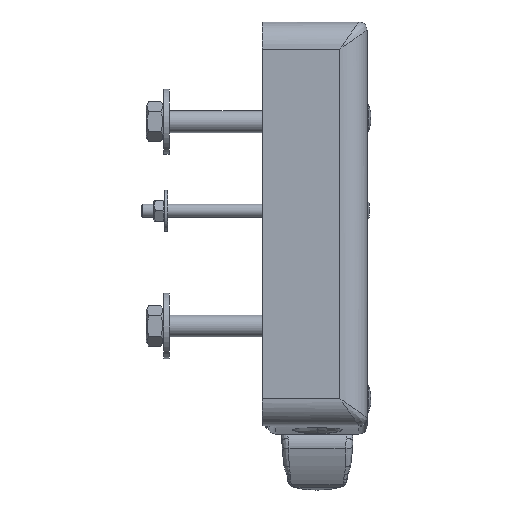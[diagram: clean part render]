
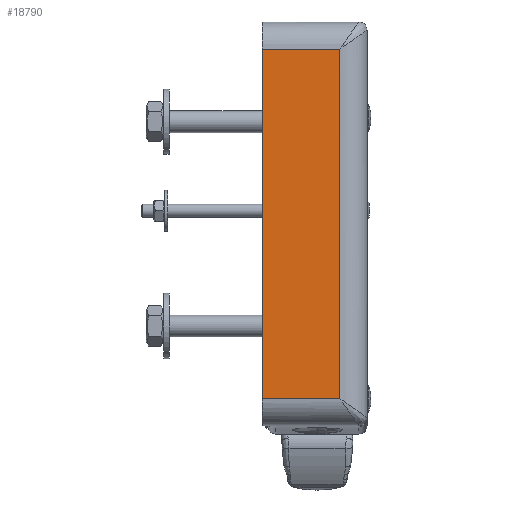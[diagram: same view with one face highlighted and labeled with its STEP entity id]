
A CAD part, front view. The second image highlights one B-rep face of the part: STEP entity #18790.
In plain terms, the highlighted planar face has unit normal (0, -1, 0).
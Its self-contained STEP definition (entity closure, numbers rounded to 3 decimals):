
#1036=PLANE('',#19862);
#1666=FACE_OUTER_BOUND('',#2655,.T.);
#2655=EDGE_LOOP('',(#12669,#12670,#12671,#12672));
#3739=LINE('',#28439,#5031);
#3744=LINE('',#28531,#5036);
#3747=LINE('',#28537,#5039);
#3749=LINE('',#28540,#5041);
#5031=VECTOR('',#22403,10.);
#5036=VECTOR('',#22426,10.);
#5039=VECTOR('',#22435,10.);
#5041=VECTOR('',#22439,10.);
#7398=VERTEX_POINT('',#28436);
#7399=VERTEX_POINT('',#28438);
#7405=VERTEX_POINT('',#28487);
#7407=VERTEX_POINT('',#28527);
#9445=EDGE_CURVE('',#7398,#7399,#3739,.T.);
#9457=EDGE_CURVE('',#7405,#7407,#3744,.T.);
#9461=EDGE_CURVE('',#7407,#7399,#3747,.T.);
#9463=EDGE_CURVE('',#7398,#7405,#3749,.T.);
#12669=ORIENTED_EDGE('',*,*,#9457,.T.);
#12670=ORIENTED_EDGE('',*,*,#9461,.T.);
#12671=ORIENTED_EDGE('',*,*,#9445,.F.);
#12672=ORIENTED_EDGE('',*,*,#9463,.T.);
#18790=ADVANCED_FACE('',(#1666),#1036,.F.);
#19862=AXIS2_PLACEMENT_3D('',#28541,#22440,#22441);
#22403=DIRECTION('',(0.,0.,1.));
#22426=DIRECTION('',(0.,0.,1.));
#22435=DIRECTION('',(-1.,0.,0.));
#22439=DIRECTION('',(1.,0.,0.));
#22440=DIRECTION('center_axis',(0.,1.,0.));
#22441=DIRECTION('ref_axis',(0.,0.,1.));
#28436=CARTESIAN_POINT('',(-20.25,-14.5,-60.175));
#28438=CARTESIAN_POINT('',(-20.25,-14.5,68.125));
#28439=CARTESIAN_POINT('',(-20.25,-14.5,78.125));
#28487=CARTESIAN_POINT('',(8.25,-14.5,-60.175));
#28527=CARTESIAN_POINT('',(8.25,-14.5,68.125));
#28531=CARTESIAN_POINT('',(8.25,-14.5,-33.1));
#28537=CARTESIAN_POINT('',(9.25,-14.5,68.125));
#28540=CARTESIAN_POINT('',(-8.75,-14.5,-60.175));
#28541=CARTESIAN_POINT('Origin',(0.25,-14.5,3.975));
